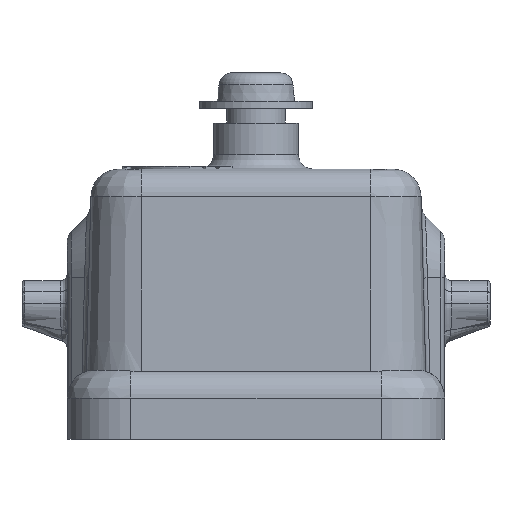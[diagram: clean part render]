
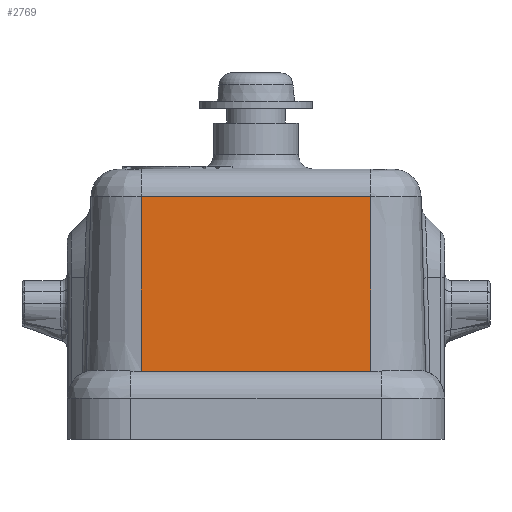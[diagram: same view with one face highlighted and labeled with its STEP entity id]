
A CAD part, left-side view. The second image highlights one B-rep face of the part: STEP entity #2769.
In plain terms, the highlighted planar face has unit normal (-1, 0, 0.026).
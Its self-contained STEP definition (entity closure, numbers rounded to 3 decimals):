
#2480=PLANE('',#8901);
#2769=ADVANCED_FACE('',(#3203),#2480,.T.);
#3203=FACE_OUTER_BOUND('',#3537,.T.);
#3537=EDGE_LOOP('',(#4435,#4436,#4437,#4438));
#4435=ORIENTED_EDGE('',*,*,#6492,.T.);
#4436=ORIENTED_EDGE('',*,*,#6491,.F.);
#4437=ORIENTED_EDGE('',*,*,#6441,.T.);
#4438=ORIENTED_EDGE('',*,*,#6493,.F.);
#5825=VERTEX_POINT('',#12687);
#5826=VERTEX_POINT('',#12688);
#5851=VERTEX_POINT('',#12952);
#5852=VERTEX_POINT('',#12956);
#6441=EDGE_CURVE('',#5825,#5826,#7399,.T.);
#6491=EDGE_CURVE('',#5825,#5851,#7421,.T.);
#6492=EDGE_CURVE('',#5852,#5851,#7422,.T.);
#6493=EDGE_CURVE('',#5852,#5826,#7423,.T.);
#7399=LINE('',#12686,#7907);
#7421=LINE('',#12953,#7929);
#7422=LINE('',#12955,#7930);
#7423=LINE('',#12957,#7931);
#7907=VECTOR('',#9485,1.);
#7929=VECTOR('',#9569,1.);
#7930=VECTOR('',#9572,1.);
#7931=VECTOR('',#9573,1.);
#8901=AXIS2_PLACEMENT_3D('',#12958,#9574,#9575);
#9485=DIRECTION('',(0.,-1.,0.));
#9569=DIRECTION('',(0.026,0.,1.));
#9572=DIRECTION('',(0.,1.,0.));
#9573=DIRECTION('',(-0.026,0.,-1.));
#9574=DIRECTION('',(-1.,0.,0.026));
#9575=DIRECTION('',(0.,-1.,0.));
#12686=CARTESIAN_POINT('',(-12.003,8.1,4.79));
#12687=CARTESIAN_POINT('',(-12.003,8.1,4.79));
#12688=CARTESIAN_POINT('',(-12.003,-8.1,4.79));
#12952=CARTESIAN_POINT('',(-11.679,8.1,17.152));
#12953=CARTESIAN_POINT('',(-12.003,8.1,4.79));
#12955=CARTESIAN_POINT('',(-11.679,-8.1,17.152));
#12956=CARTESIAN_POINT('',(-11.679,-8.1,17.152));
#12957=CARTESIAN_POINT('',(-11.679,-8.1,17.152));
#12958=CARTESIAN_POINT('',(-12.026,8.1,3.9));
